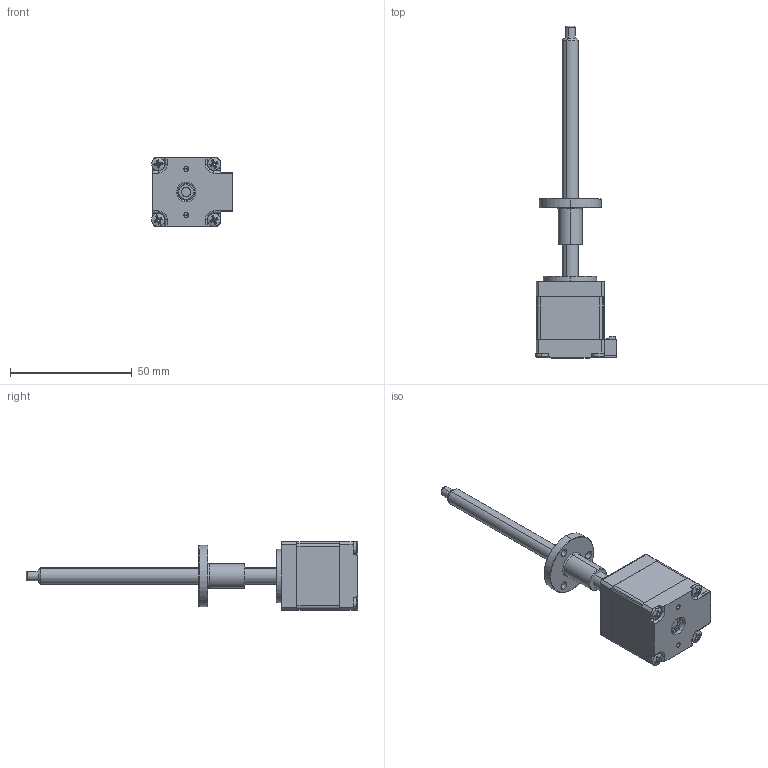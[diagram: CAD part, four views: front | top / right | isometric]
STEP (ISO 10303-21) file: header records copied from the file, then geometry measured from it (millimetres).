
FILE_DESCRIPTION (( 'STEP AP203' ), '1' );
FILE_NAME ('LE111S-T6503-100-AR1-S-100.STEP', '2018-08-09T02:41:19', ( '' ), ( '' ), 'SwSTEP 2.0', 'SolidWorks 2014', '' );
FILE_SCHEMA (( 'CONFIG_CONTROL_DESIGN' ));
Length unit declared in the file: millimetre
Products named in the file (1): LE111S-T6503-100-AR1-S-100
Bounding box: 33.2 x 136.6 x 28.4 mm (x, y, z)
Surface area: 11263.7 mm2 (no closed solid volume)
Topology: 0 solids, 30 shells, 303 faces, 977 edges, 694 vertices
Faces by surface type: plane 123, cylinder 92, cone 62, torus 18, sphere 8
Entity records: 11159 total; most frequent: CARTESIAN_POINT 2533, DIRECTION 1841, ORIENTED_EDGE 1558, EDGE_CURVE 977, VERTEX_POINT 694, AXIS2_PLACEMENT_3D 666, LINE 509, VECTOR 509
